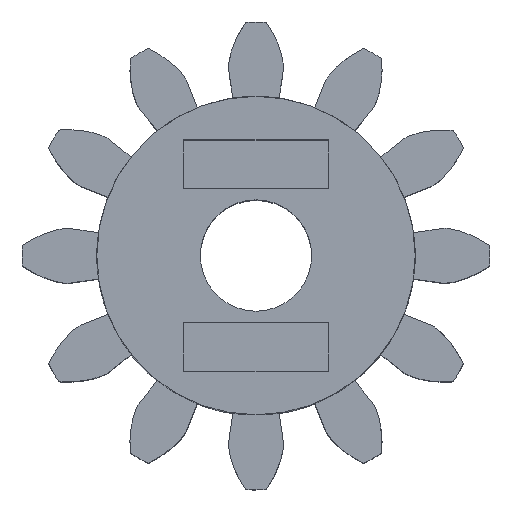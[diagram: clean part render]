
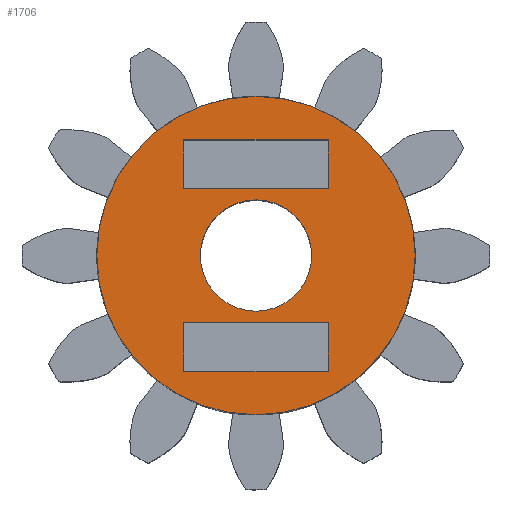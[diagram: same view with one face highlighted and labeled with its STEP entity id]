
A CAD part, top view. The second image highlights one B-rep face of the part: STEP entity #1706.
In plain terms, the highlighted planar face has unit normal (0, 0, 1).
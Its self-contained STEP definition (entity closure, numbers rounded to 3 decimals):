
#95=FACE_BOUND('',#260,.T.);
#96=FACE_BOUND('',#261,.T.);
#97=FACE_BOUND('',#262,.T.);
#113=PLANE('',#1815);
#165=FACE_OUTER_BOUND('',#259,.T.);
#259=EDGE_LOOP('',(#1213));
#260=EDGE_LOOP('',(#1214,#1215,#1216,#1217));
#261=EDGE_LOOP('',(#1218,#1219,#1220,#1221));
#262=EDGE_LOOP('',(#1222));
#356=LINE('',#2497,#506);
#360=LINE('',#2505,#510);
#363=LINE('',#2511,#513);
#366=LINE('',#2516,#516);
#368=LINE('',#2522,#518);
#372=LINE('',#2530,#522);
#375=LINE('',#2536,#525);
#378=LINE('',#2541,#528);
#506=VECTOR('',#1946,10.);
#510=VECTOR('',#1952,10.);
#513=VECTOR('',#1957,10.);
#516=VECTOR('',#1962,10.);
#518=VECTOR('',#1968,10.);
#522=VECTOR('',#1974,10.);
#525=VECTOR('',#1979,10.);
#528=VECTOR('',#1984,10.);
#656=CIRCLE('',#1816,7.149);
#657=CIRCLE('',#1817,2.5);
#721=VERTEX_POINT('',#2495);
#722=VERTEX_POINT('',#2496);
#725=VERTEX_POINT('',#2504);
#727=VERTEX_POINT('',#2510);
#729=VERTEX_POINT('',#2520);
#730=VERTEX_POINT('',#2521);
#733=VERTEX_POINT('',#2529);
#735=VERTEX_POINT('',#2535);
#737=VERTEX_POINT('',#2545);
#738=VERTEX_POINT('',#2547);
#902=EDGE_CURVE('',#721,#722,#356,.T.);
#906=EDGE_CURVE('',#725,#721,#360,.T.);
#909=EDGE_CURVE('',#727,#725,#363,.T.);
#912=EDGE_CURVE('',#722,#727,#366,.T.);
#914=EDGE_CURVE('',#729,#730,#368,.T.);
#918=EDGE_CURVE('',#733,#729,#372,.T.);
#921=EDGE_CURVE('',#735,#733,#375,.T.);
#924=EDGE_CURVE('',#730,#735,#378,.T.);
#926=EDGE_CURVE('',#737,#737,#656,.T.);
#927=EDGE_CURVE('',#738,#738,#657,.T.);
#1213=ORIENTED_EDGE('',*,*,#926,.T.);
#1214=ORIENTED_EDGE('',*,*,#902,.T.);
#1215=ORIENTED_EDGE('',*,*,#912,.T.);
#1216=ORIENTED_EDGE('',*,*,#909,.T.);
#1217=ORIENTED_EDGE('',*,*,#906,.T.);
#1218=ORIENTED_EDGE('',*,*,#914,.T.);
#1219=ORIENTED_EDGE('',*,*,#924,.T.);
#1220=ORIENTED_EDGE('',*,*,#921,.T.);
#1221=ORIENTED_EDGE('',*,*,#918,.T.);
#1222=ORIENTED_EDGE('',*,*,#927,.T.);
#1706=ADVANCED_FACE('',(#165,#95,#96,#97),#113,.T.);
#1815=AXIS2_PLACEMENT_3D('',#2544,#1988,#1989);
#1816=AXIS2_PLACEMENT_3D('',#2546,#1990,#1991);
#1817=AXIS2_PLACEMENT_3D('',#2548,#1992,#1993);
#1946=DIRECTION('',(1.,0.,0.));
#1952=DIRECTION('',(0.,1.,0.));
#1957=DIRECTION('',(-1.,0.,0.));
#1962=DIRECTION('',(0.,-1.,0.));
#1968=DIRECTION('',(0.,-1.,0.));
#1974=DIRECTION('',(1.,0.,0.));
#1979=DIRECTION('',(0.,1.,0.));
#1984=DIRECTION('',(-1.,0.,0.));
#1988=DIRECTION('center_axis',(0.,0.,1.));
#1989=DIRECTION('ref_axis',(-1.,0.,0.));
#1990=DIRECTION('center_axis',(0.,0.,1.));
#1991=DIRECTION('ref_axis',(-1.,0.,0.));
#1992=DIRECTION('center_axis',(0.,0.,-1.));
#1993=DIRECTION('ref_axis',(-1.,0.,0.));
#2495=CARTESIAN_POINT('',(-3.25,-3.,16.));
#2496=CARTESIAN_POINT('',(3.25,-3.,16.));
#2497=CARTESIAN_POINT('',(-1.625,-3.,16.));
#2504=CARTESIAN_POINT('',(-3.25,-5.2,16.));
#2505=CARTESIAN_POINT('',(-3.25,-2.6,16.));
#2510=CARTESIAN_POINT('',(3.25,-5.2,16.));
#2511=CARTESIAN_POINT('',(1.625,-5.2,16.));
#2516=CARTESIAN_POINT('',(3.25,-1.5,16.));
#2520=CARTESIAN_POINT('',(3.25,5.2,16.));
#2521=CARTESIAN_POINT('',(3.25,3.,16.));
#2522=CARTESIAN_POINT('',(3.25,2.6,16.));
#2529=CARTESIAN_POINT('',(-3.25,5.2,16.));
#2530=CARTESIAN_POINT('',(-1.625,5.2,16.));
#2535=CARTESIAN_POINT('',(-3.25,3.,16.));
#2536=CARTESIAN_POINT('',(-3.25,1.5,16.));
#2541=CARTESIAN_POINT('',(1.625,3.,16.));
#2544=CARTESIAN_POINT('Origin',(0.,0.,16.));
#2545=CARTESIAN_POINT('',(-7.149,0.,16.));
#2546=CARTESIAN_POINT('Origin',(0.,0.,16.));
#2547=CARTESIAN_POINT('',(-2.5,0.,16.));
#2548=CARTESIAN_POINT('Origin',(0.,0.,16.));
